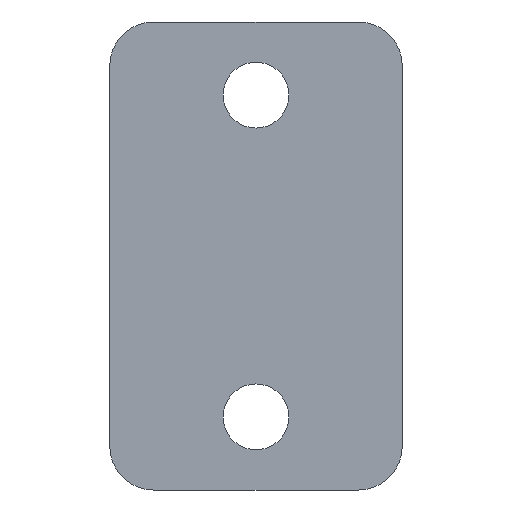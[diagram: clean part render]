
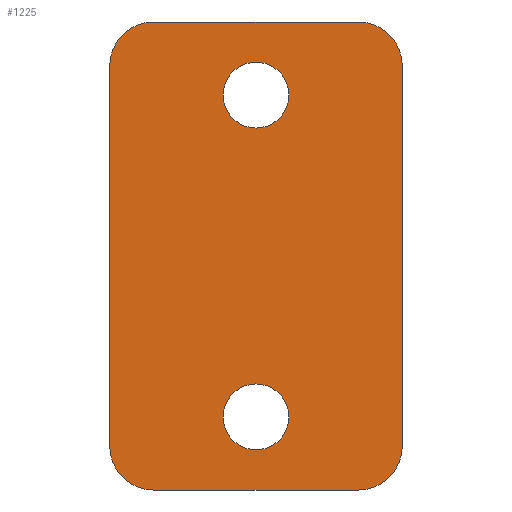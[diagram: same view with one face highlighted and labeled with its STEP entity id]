
A CAD part, front view. The second image highlights one B-rep face of the part: STEP entity #1225.
In plain terms, the highlighted planar face has unit normal (0, -1, 0).
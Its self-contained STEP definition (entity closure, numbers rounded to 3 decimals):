
#43=FACE_BOUND('',#437,.T.);
#44=FACE_BOUND('',#438,.T.);
#81=PLANE('',#1372);
#106=LINE('',#1929,#204);
#109=LINE('',#1960,#207);
#159=LINE('',#2125,#257);
#179=LINE('',#2190,#277);
#204=VECTOR('',#1471,10.);
#207=VECTOR('',#1486,10.);
#257=VECTOR('',#1640,10.);
#277=VECTOR('',#1724,10.);
#362=FACE_OUTER_BOUND('',#436,.T.);
#436=EDGE_LOOP('',(#1148,#1149,#1150,#1151,#1152,#1153,#1154,#1155));
#437=EDGE_LOOP('',(#1156));
#438=EDGE_LOOP('',(#1157));
#477=CIRCLE('',#1332,3.);
#478=CIRCLE('',#1335,3.);
#479=CIRCLE('',#1338,3.);
#480=CIRCLE('',#1341,3.);
#488=CIRCLE('',#1366,2.25);
#489=CIRCLE('',#1368,2.25);
#550=VERTEX_POINT('',#1926);
#551=VERTEX_POINT('',#1928);
#557=VERTEX_POINT('',#1957);
#558=VERTEX_POINT('',#1959);
#604=VERTEX_POINT('',#2107);
#605=VERTEX_POINT('',#2113);
#606=VERTEX_POINT('',#2119);
#607=VERTEX_POINT('',#2123);
#619=VERTEX_POINT('',#2180);
#620=VERTEX_POINT('',#2184);
#680=EDGE_CURVE('',#551,#550,#106,.T.);
#690=EDGE_CURVE('',#558,#557,#109,.T.);
#760=EDGE_CURVE('',#551,#604,#477,.T.);
#764=EDGE_CURVE('',#605,#557,#478,.T.);
#767=EDGE_CURVE('',#606,#550,#479,.T.);
#769=EDGE_CURVE('',#606,#607,#159,.T.);
#770=EDGE_CURVE('',#558,#607,#480,.T.);
#796=EDGE_CURVE('',#619,#619,#488,.T.);
#798=EDGE_CURVE('',#620,#620,#489,.T.);
#799=EDGE_CURVE('',#605,#604,#179,.T.);
#1148=ORIENTED_EDGE('',*,*,#760,.F.);
#1149=ORIENTED_EDGE('',*,*,#680,.T.);
#1150=ORIENTED_EDGE('',*,*,#767,.F.);
#1151=ORIENTED_EDGE('',*,*,#769,.T.);
#1152=ORIENTED_EDGE('',*,*,#770,.F.);
#1153=ORIENTED_EDGE('',*,*,#690,.T.);
#1154=ORIENTED_EDGE('',*,*,#764,.F.);
#1155=ORIENTED_EDGE('',*,*,#799,.T.);
#1156=ORIENTED_EDGE('',*,*,#796,.T.);
#1157=ORIENTED_EDGE('',*,*,#798,.T.);
#1225=ADVANCED_FACE('',(#362,#43,#44),#81,.T.);
#1332=AXIS2_PLACEMENT_3D('',#2108,#1618,#1619);
#1335=AXIS2_PLACEMENT_3D('',#2115,#1627,#1628);
#1338=AXIS2_PLACEMENT_3D('',#2121,#1635,#1636);
#1341=AXIS2_PLACEMENT_3D('',#2127,#1643,#1644);
#1366=AXIS2_PLACEMENT_3D('',#2182,#1711,#1712);
#1368=AXIS2_PLACEMENT_3D('',#2186,#1716,#1717);
#1372=AXIS2_PLACEMENT_3D('',#2191,#1725,#1726);
#1471=DIRECTION('',(0.,0.,-1.));
#1486=DIRECTION('',(0.,0.,1.));
#1618=DIRECTION('center_axis',(0.,1.,0.));
#1619=DIRECTION('ref_axis',(-0.707,0.,0.707));
#1627=DIRECTION('center_axis',(0.,1.,0.));
#1628=DIRECTION('ref_axis',(0.707,0.,0.707));
#1635=DIRECTION('center_axis',(0.,1.,0.));
#1636=DIRECTION('ref_axis',(-0.707,0.,-0.707));
#1640=DIRECTION('',(1.,0.,0.));
#1643=DIRECTION('center_axis',(0.,1.,0.));
#1644=DIRECTION('ref_axis',(0.707,0.,-0.707));
#1711=DIRECTION('center_axis',(0.,1.,0.));
#1712=DIRECTION('ref_axis',(1.,0.,0.));
#1716=DIRECTION('center_axis',(0.,1.,0.));
#1717=DIRECTION('ref_axis',(1.,0.,0.));
#1724=DIRECTION('',(-1.,0.,0.));
#1725=DIRECTION('center_axis',(0.,-1.,0.));
#1726=DIRECTION('ref_axis',(0.,0.,-1.));
#1926=CARTESIAN_POINT('',(-10.,0.,-13.));
#1928=CARTESIAN_POINT('',(-10.,0.,13.));
#1929=CARTESIAN_POINT('',(-10.,0.,16.));
#1957=CARTESIAN_POINT('',(10.,0.,13.));
#1959=CARTESIAN_POINT('',(10.,0.,-13.));
#1960=CARTESIAN_POINT('',(10.,0.,-16.));
#2107=CARTESIAN_POINT('',(-7.,0.,16.));
#2108=CARTESIAN_POINT('Origin',(-7.,0.,13.));
#2113=CARTESIAN_POINT('',(7.,0.,16.));
#2115=CARTESIAN_POINT('Origin',(7.,0.,13.));
#2119=CARTESIAN_POINT('',(-7.,0.,-16.));
#2121=CARTESIAN_POINT('Origin',(-7.,0.,-13.));
#2123=CARTESIAN_POINT('',(7.,0.,-16.));
#2125=CARTESIAN_POINT('',(-10.,0.,-16.));
#2127=CARTESIAN_POINT('Origin',(7.,0.,-13.));
#2180=CARTESIAN_POINT('',(-2.25,0.,-11.));
#2182=CARTESIAN_POINT('Origin',(0.,0.,-11.));
#2184=CARTESIAN_POINT('',(-2.25,0.,11.));
#2186=CARTESIAN_POINT('Origin',(0.,0.,11.));
#2190=CARTESIAN_POINT('',(10.,0.,16.));
#2191=CARTESIAN_POINT('Origin',(0.,0.,0.));
